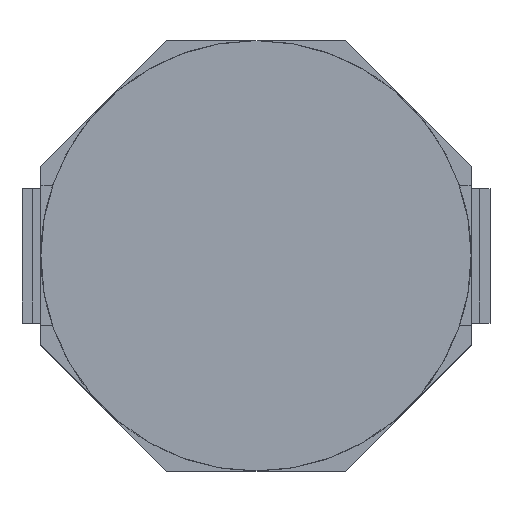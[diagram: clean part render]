
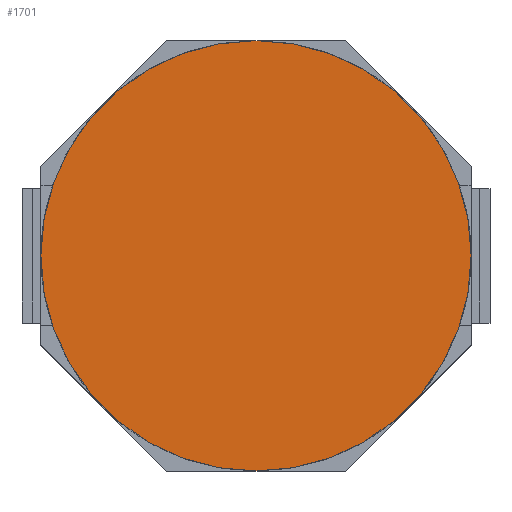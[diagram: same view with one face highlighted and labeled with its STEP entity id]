
A CAD part, top view. The second image highlights one B-rep face of the part: STEP entity #1701.
In plain terms, the highlighted planar face has unit normal (0, 0, 1).
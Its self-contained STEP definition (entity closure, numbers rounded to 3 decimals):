
#1520 = VERTEX_POINT('',#1521);
#1521 = CARTESIAN_POINT('',(4.,0.,4.5));
#1580 = EDGE_CURVE('',#1520,#1520,#1581,.T.);
#1581 = CIRCLE('',#1582,4.);
#1582 = AXIS2_PLACEMENT_3D('',#1583,#1584,#1585);
#1583 = CARTESIAN_POINT('',(0.,0.,4.5));
#1584 = DIRECTION('',(0.,0.,1.));
#1585 = DIRECTION('',(1.,0.,0.));
#1701 = ADVANCED_FACE('',(#1702),#1705,.T.);
#1702 = FACE_BOUND('',#1703,.T.);
#1703 = EDGE_LOOP('',(#1704));
#1704 = ORIENTED_EDGE('',*,*,#1580,.T.);
#1705 = PLANE('',#1706);
#1706 = AXIS2_PLACEMENT_3D('',#1707,#1708,#1709);
#1707 = CARTESIAN_POINT('',(0.,0.,4.5
    ));
#1708 = DIRECTION('',(0.,0.,1.));
#1709 = DIRECTION('',(1.,0.,0.));
